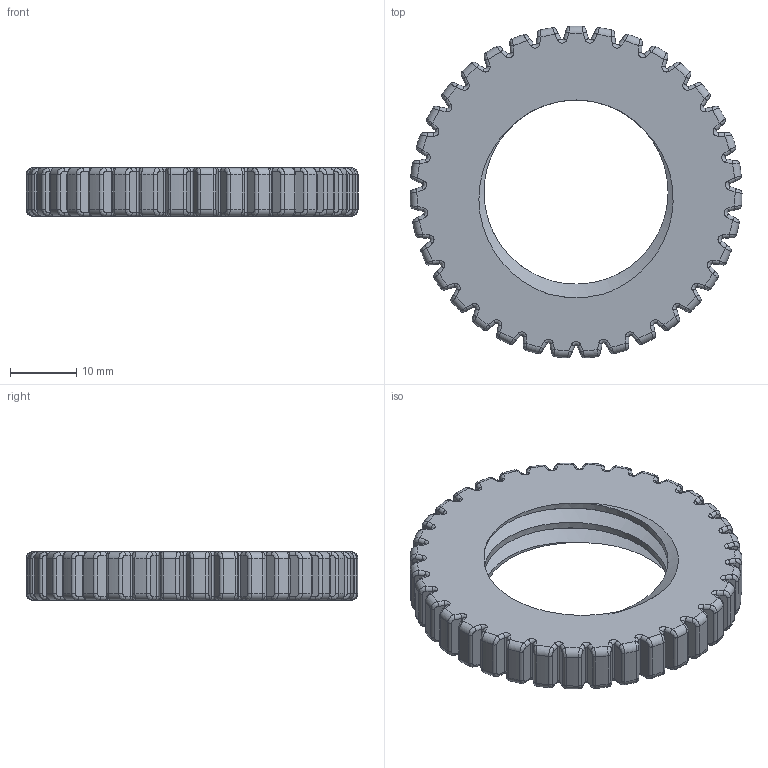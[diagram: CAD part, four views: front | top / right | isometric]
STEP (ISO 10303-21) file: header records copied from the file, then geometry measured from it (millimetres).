
FILE_DESCRIPTION(/* description */ ('','CAx-IF Rec.Pracs.---Representation and Presentation of Product Manufacturing Information (PMI)---4.0---2014-10-13'),/* implementation_level */ '2;1');
FILE_NAME(/* name */ 'Nut.step',/* time_stamp */ '2024-12-16T17:41:13+09:00',/* author */ (''),/* organization */ (''),/* preprocessor_version */ 'ST-DEVELOPER v20',/* originating_system */ 'Autodesk Translation Framework v13.20.0.188',/* authorisation */ '');
FILE_SCHEMA (('AP242_MANAGED_MODEL_BASED_3D_ENGINEERING_MIM_LF { 1 0 10303 442 1 1 4 }'));
Length unit declared in the file: millimetre
Products named in the file (1): Nut_s
Bounding box: 50.12 x 50.08 x 7.35 mm (x, y, z)
Volume: 8853.8 mm3; surface area: 5144.9 mm2
Topology: 1 solids, 1 shells, 640 faces, 1494 edges, 856 vertices
Faces by surface type: cylinder 286, bspline 142, torus 140, plane 72
Full cylindrical faces by diameter (mm): 27.816 x1, 31.912 x1
Entity records: 22970 total; most frequent: CARTESIAN_POINT 8940, ORIENTED_EDGE 2988, DIRECTION 2900, EDGE_CURVE 1494, AXIS2_PLACEMENT_3D 1203, VERTEX_POINT 856, CIRCLE 704, EDGE_LOOP 642
